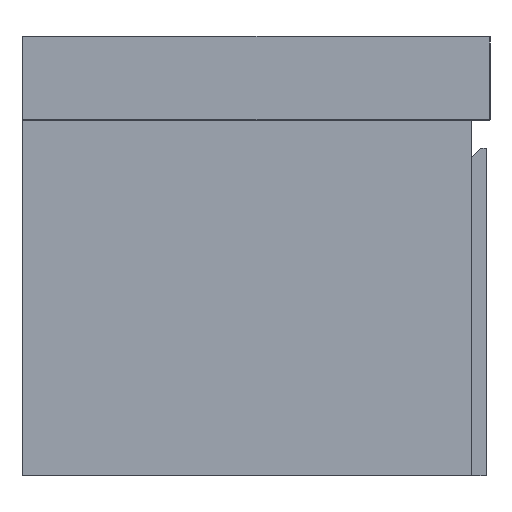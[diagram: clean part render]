
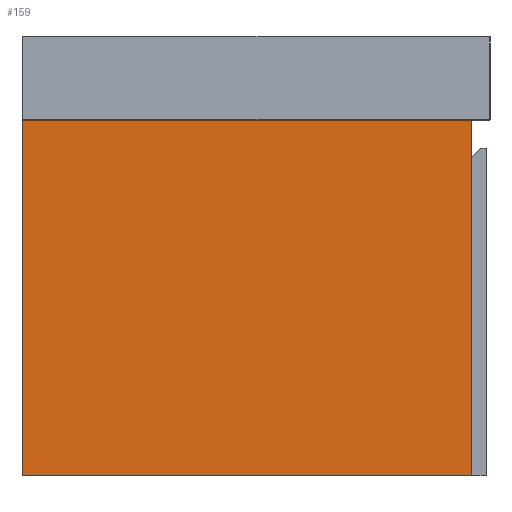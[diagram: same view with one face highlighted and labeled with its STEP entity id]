
A CAD part, left-side view. The second image highlights one B-rep face of the part: STEP entity #159.
In plain terms, the highlighted planar face has unit normal (-1, 0, 0).
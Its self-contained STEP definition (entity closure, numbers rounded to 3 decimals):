
#159=ADVANCED_FACE('',(#218),#893,.T.);
#218=FACE_OUTER_BOUND('',#277,.T.);
#277=EDGE_LOOP('',(#480,#481,#482,#483));
#480=ORIENTED_EDGE('',*,*,#634,.F.);
#481=ORIENTED_EDGE('',*,*,#621,.T.);
#482=ORIENTED_EDGE('',*,*,#632,.T.);
#483=ORIENTED_EDGE('',*,*,#633,.F.);
#621=EDGE_CURVE('',#829,#828,#742,.T.);
#632=EDGE_CURVE('',#828,#836,#753,.T.);
#633=EDGE_CURVE('',#837,#836,#754,.T.);
#634=EDGE_CURVE('',#829,#837,#755,.T.);
#742=B_SPLINE_CURVE_WITH_KNOTS('',1,(#1759,#1760),.UNSPECIFIED.,.F.,.F.,
(2,2),(-380.,0.),.UNSPECIFIED.);
#753=B_SPLINE_CURVE_WITH_KNOTS('',1,(#1781,#1782),.UNSPECIFIED.,.F.,.F.,
(2,2),(-480.,0.),.UNSPECIFIED.);
#754=B_SPLINE_CURVE_WITH_KNOTS('',1,(#1783,#1784),.UNSPECIFIED.,.F.,.F.,
(2,2),(-380.,0.),.UNSPECIFIED.);
#755=B_SPLINE_CURVE_WITH_KNOTS('',1,(#1785,#1786),.UNSPECIFIED.,.F.,.F.,
(2,2),(-480.,0.),.UNSPECIFIED.);
#828=VERTEX_POINT('',#1739);
#829=VERTEX_POINT('',#1740);
#836=VERTEX_POINT('',#1747);
#837=VERTEX_POINT('',#1748);
#893=PLANE('',#1073);
#1073=AXIS2_PLACEMENT_3D('',#1728,#1147,$);
#1147=DIRECTION('',(-1.,0.,0.));
#1728=CARTESIAN_POINT('',(-594.,-228.,528.));
#1739=CARTESIAN_POINT('',(-594.,190.,480.));
#1740=CARTESIAN_POINT('',(-594.,-190.,480.));
#1747=CARTESIAN_POINT('',(-594.,190.,0.));
#1748=CARTESIAN_POINT('',(-594.,-190.,0.));
#1759=CARTESIAN_POINT('',(-594.,-190.,480.));
#1760=CARTESIAN_POINT('',(-594.,190.,480.));
#1781=CARTESIAN_POINT('',(-594.,190.,480.));
#1782=CARTESIAN_POINT('',(-594.,190.,0.));
#1783=CARTESIAN_POINT('',(-594.,-190.,0.));
#1784=CARTESIAN_POINT('',(-594.,190.,0.));
#1785=CARTESIAN_POINT('',(-594.,-190.,480.));
#1786=CARTESIAN_POINT('',(-594.,-190.,0.));
